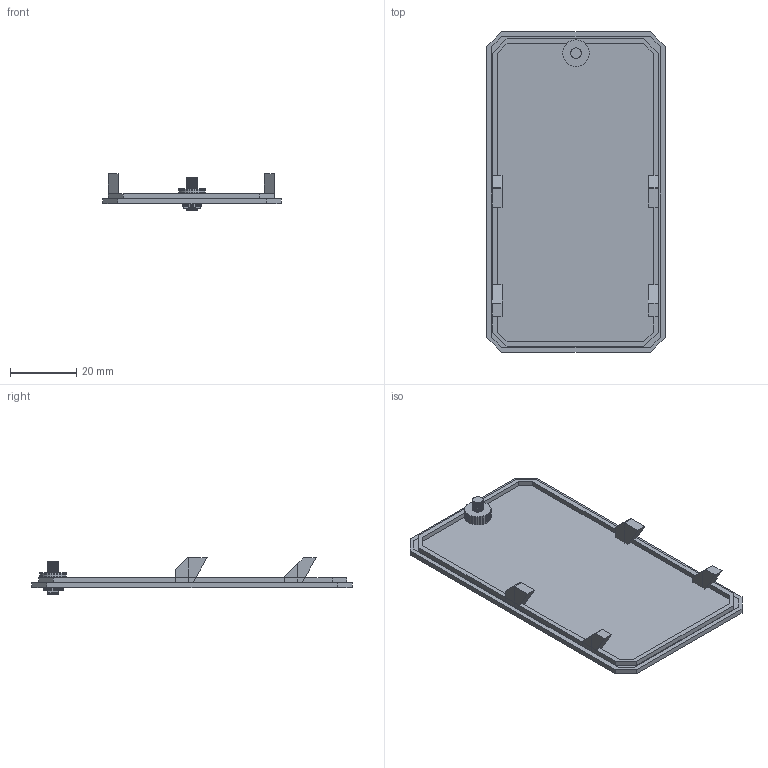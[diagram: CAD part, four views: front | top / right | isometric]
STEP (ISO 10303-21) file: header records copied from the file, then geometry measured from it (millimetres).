
FILE_DESCRIPTION(('FreeCAD Model'),'2;1');
FILE_NAME('superswitch-cover-v2.step','2020-10-28T16:44:32',('Author'),(''), 'Open CASCADE STEP processor 7.4','FreeCAD','Unknown');
FILE_SCHEMA(('AUTOMOTIVE_DESIGN { 1 0 10303 214 1 1 1 1 }'));
Length unit declared in the file: millimetre
Products named in the file (6): superswitch_cover_v2; difference006; cube; prism018; prism017; union
Assembly tree (5 placements, depth 2):
  superswitch_cover_v2
    difference006
    cube
    prism018
    prism017
    union
Bounding box: 54 x 97 x 11 mm (x, y, z)
Volume: 9400.9 mm3; surface area: 12829.9 mm2
Topology: 12 solids, 12 shells, 259 faces, 744 edges, 514 vertices
Faces by surface type: plane 259
Entity records: 18028 total; most frequent: CARTESIAN_POINT 3218, DIRECTION 2555, LINE 2025, VECTOR 2025, ORIENTED_EDGE 1488, PCURVE 1488, DEFINITIONAL_REPRESENTATION 1488, EDGE_CURVE 744
